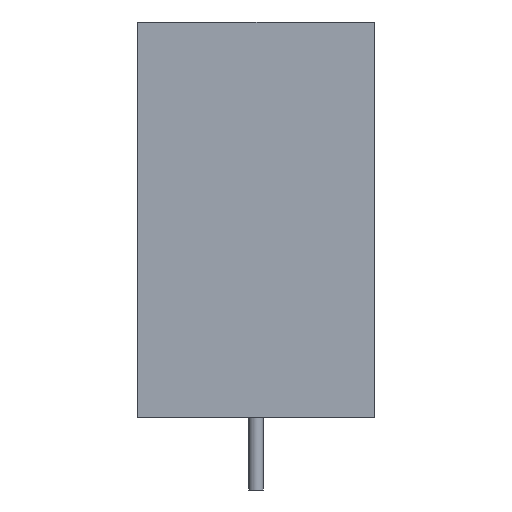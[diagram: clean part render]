
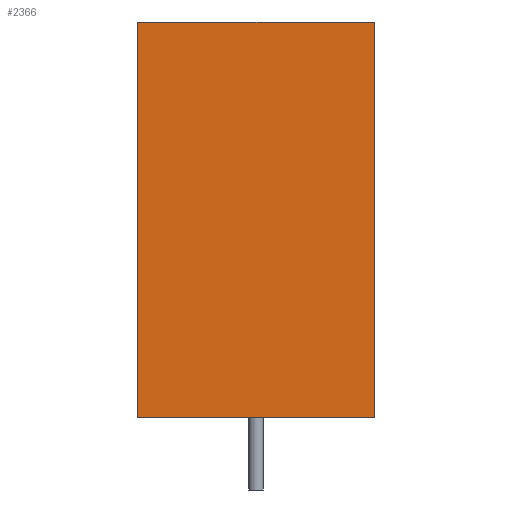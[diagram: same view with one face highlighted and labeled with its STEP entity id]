
A CAD part, left-side view. The second image highlights one B-rep face of the part: STEP entity #2366.
In plain terms, the highlighted planar face has unit normal (-1, 0, 0).
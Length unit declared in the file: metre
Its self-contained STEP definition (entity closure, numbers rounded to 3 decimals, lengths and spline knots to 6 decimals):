
#242=LINE('',#4239,#433);
#250=LINE('',#4255,#441);
#251=LINE('',#4257,#442);
#252=LINE('',#4258,#443);
#433=VECTOR('',#2804,1.);
#441=VECTOR('',#2816,1.);
#442=VECTOR('',#2819,1.);
#443=VECTOR('',#2820,1.);
#520=PLANE('',#2459);
#895=ORIENTED_EDGE('',*,*,#1207,.T.);
#896=ORIENTED_EDGE('',*,*,#1206,.F.);
#897=ORIENTED_EDGE('',*,*,#1208,.F.);
#898=ORIENTED_EDGE('',*,*,#1198,.T.);
#1198=EDGE_CURVE('',#1357,#1356,#242,.T.);
#1206=EDGE_CURVE('',#1362,#1361,#250,.T.);
#1207=EDGE_CURVE('',#1356,#1361,#251,.T.);
#1208=EDGE_CURVE('',#1357,#1362,#252,.T.);
#1356=VERTEX_POINT('',#4238);
#1357=VERTEX_POINT('',#4240);
#1361=VERTEX_POINT('',#4252);
#1362=VERTEX_POINT('',#4254);
#1470=EDGE_LOOP('',(#895,#896,#897,#898));
#1583=FACE_BOUND('',#1470,.T.);
#2366=ADVANCED_FACE('',(#1583),#520,.F.);
#2459=AXIS2_PLACEMENT_3D('',#4256,#2817,#2818);
#2804=DIRECTION('',(0.,1.,0.));
#2816=DIRECTION('',(0.,1.,0.));
#2817=DIRECTION('',(1.,0.,0.));
#2818=DIRECTION('',(0.,0.,-1.));
#2819=DIRECTION('',(0.,0.,-1.));
#2820=DIRECTION('',(0.,0.,-1.));
#4238=CARTESIAN_POINT('',(-0.016,0.0065,0.01085));
#4239=CARTESIAN_POINT('',(-0.016,-0.0065,0.01085));
#4240=CARTESIAN_POINT('',(-0.016,-0.0065,0.01085));
#4252=CARTESIAN_POINT('',(-0.016,0.0065,-0.01085));
#4254=CARTESIAN_POINT('',(-0.016,-0.0065,-0.01085));
#4255=CARTESIAN_POINT('',(-0.016,-0.0065,-0.01085));
#4256=CARTESIAN_POINT('',(-0.016,-0.0065,0.01085));
#4257=CARTESIAN_POINT('',(-0.016,0.0065,0.01085));
#4258=CARTESIAN_POINT('',(-0.016,-0.0065,0.01085));
